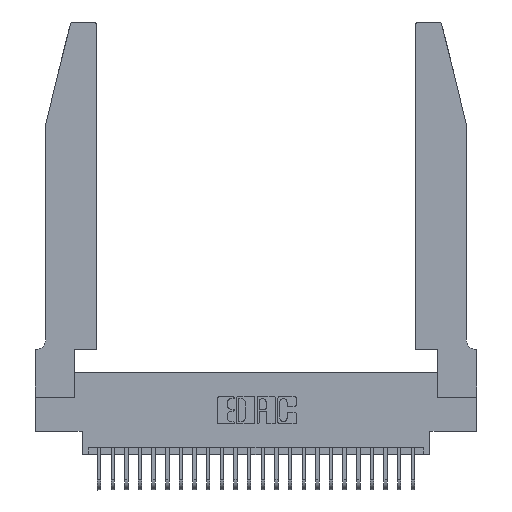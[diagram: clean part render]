
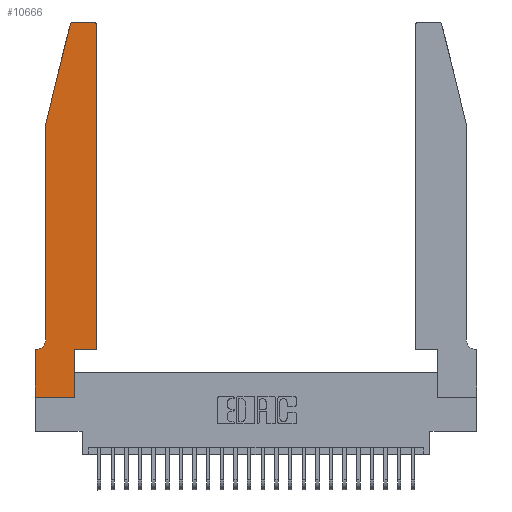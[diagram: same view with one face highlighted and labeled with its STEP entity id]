
A CAD part, top view. The second image highlights one B-rep face of the part: STEP entity #10666.
In plain terms, the highlighted planar face has unit normal (0, 0, 1).
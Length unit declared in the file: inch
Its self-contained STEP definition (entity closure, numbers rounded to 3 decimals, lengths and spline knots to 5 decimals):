
#254 = CARTESIAN_POINT ( 'NONE',  ( 0.4505, 2.72, 0.37 ) ) ;
#681 = CARTESIAN_POINT ( 'NONE',  ( 0.2865, 0.35, 0.37 ) ) ;
#702 = ORIENTED_EDGE ( 'NONE', *, *, #1880, .T. ) ;
#716 = CARTESIAN_POINT ( 'NONE',  ( 0.0755, 2., 0.37 ) ) ;
#737 = LINE ( 'NONE', #2743, #16531 ) ;
#821 = CARTESIAN_POINT ( 'NONE',  ( 0.4205, 2.72, 0.37 ) ) ;
#1092 = EDGE_CURVE ( 'NONE', #5898, #9801, #8390, .T. ) ;
#1444 = EDGE_CURVE ( 'NONE', #9801, #1739, #21180, .T. ) ;
#1471 = VERTEX_POINT ( 'NONE', #25151 ) ;
#1704 = CARTESIAN_POINT ( 'NONE',  ( 0., 0., 0.37 ) ) ;
#1739 = VERTEX_POINT ( 'NONE', #4127 ) ;
#1856 = CARTESIAN_POINT ( 'NONE',  ( 0.4505, 0.35, 0.37 ) ) ;
#1880 = EDGE_CURVE ( 'NONE', #21246, #14557, #17829, .T. ) ;
#2379 = DIRECTION ( 'NONE',  ( -1., 0., 0. ) ) ;
#2409 = CARTESIAN_POINT ( 'NONE',  ( 0., 0.35, 0.37 ) ) ;
#2468 = CARTESIAN_POINT ( 'NONE',  ( 0.0755, 0.35, 0.37 ) ) ;
#2618 = DIRECTION ( 'NONE',  ( 0., 0., -1. ) ) ;
#2631 = DIRECTION ( 'NONE',  ( 0., 1., 0. ) ) ;
#2743 = CARTESIAN_POINT ( 'NONE',  ( 0.4505, 0.35, 0.37 ) ) ;
#2850 = DIRECTION ( 'NONE',  ( 1., 0., 0. ) ) ;
#3087 = CARTESIAN_POINT ( 'NONE',  ( 0.4505, 0.35, 0.37 ) ) ;
#3113 = VERTEX_POINT ( 'NONE', #1856 ) ;
#3215 = VERTEX_POINT ( 'NONE', #254 ) ;
#3242 = CARTESIAN_POINT ( 'NONE',  ( 0., 0.35, 0.37 ) ) ;
#3427 = EDGE_LOOP ( 'NONE', ( #4765, #17918, #8862, #5903, #15267, #702, #18405, #14087, #22062, #15128, #5283, #18916 ) ) ;
#4127 = CARTESIAN_POINT ( 'NONE',  ( 0.0755, 0.42, 0.37 ) ) ;
#4173 = EDGE_CURVE ( 'NONE', #7843, #8838, #4478, .T. ) ;
#4447 = PLANE ( 'NONE',  #23191 ) ;
#4478 = LINE ( 'NONE', #1704, #24064 ) ;
#4765 = ORIENTED_EDGE ( 'NONE', *, *, #14684, .T. ) ;
#5112 = DIRECTION ( 'NONE',  ( 0., 1., 0. ) ) ;
#5283 = ORIENTED_EDGE ( 'NONE', *, *, #18196, .T. ) ;
#5898 = VERTEX_POINT ( 'NONE', #22070 ) ;
#5903 = ORIENTED_EDGE ( 'NONE', *, *, #1444, .T. ) ;
#6628 = FACE_OUTER_BOUND ( 'NONE', #3427, .T. ) ;
#6817 = LINE ( 'NONE', #17271, #15360 ) ;
#6973 = VECTOR ( 'NONE', #5112, 39.37008 ) ;
#7230 = AXIS2_PLACEMENT_3D ( 'NONE', #14460, #2618, #16423 ) ;
#7312 = CIRCLE ( 'NONE', #21918, 0.03 ) ;
#7391 = CARTESIAN_POINT ( 'NONE',  ( 0.0755, 2., 0.37 ) ) ;
#7843 = VERTEX_POINT ( 'NONE', #18880 ) ;
#8390 = LINE ( 'NONE', #716, #12987 ) ;
#8838 = VERTEX_POINT ( 'NONE', #19587 ) ;
#8862 = ORIENTED_EDGE ( 'NONE', *, *, #1092, .T. ) ;
#9492 = LINE ( 'NONE', #681, #19271 ) ;
#9801 = VERTEX_POINT ( 'NONE', #7391 ) ;
#10186 = DIRECTION ( 'NONE',  ( 0., 0., 1. ) ) ;
#10203 = VECTOR ( 'NONE', #24701, 39.37008 ) ;
#10426 = DIRECTION ( 'NONE',  ( 0., 0., 1. ) ) ;
#10666 = ADVANCED_FACE ( 'NONE', ( #6628 ), #4447, .T. ) ;
#11639 = VERTEX_POINT ( 'NONE', #17235 ) ;
#12447 = CIRCLE ( 'NONE', #7230, 0.07 ) ;
#12624 = EDGE_CURVE ( 'NONE', #1739, #21246, #12447, .T. ) ;
#12987 = VECTOR ( 'NONE', #14370, 39.37008 ) ;
#13464 = DIRECTION ( 'NONE',  ( 0., -1., 0. ) ) ;
#13482 = CIRCLE ( 'NONE', #20309, 0.03 ) ;
#14087 = ORIENTED_EDGE ( 'NONE', *, *, #4173, .T. ) ;
#14370 = DIRECTION ( 'NONE',  ( -0.239, -0.971, 0. ) ) ;
#14460 = CARTESIAN_POINT ( 'NONE',  ( 0.0055, 0.42, 0.37 ) ) ;
#14557 = VERTEX_POINT ( 'NONE', #3242 ) ;
#14584 = DIRECTION ( 'NONE',  ( 1., 0., 0. ) ) ;
#14684 = EDGE_CURVE ( 'NONE', #17689, #1471, #6817, .T. ) ;
#14685 = DIRECTION ( 'NONE',  ( 0., 0., 1. ) ) ;
#15128 = ORIENTED_EDGE ( 'NONE', *, *, #24433, .T. ) ;
#15267 = ORIENTED_EDGE ( 'NONE', *, *, #12624, .T. ) ;
#15360 = VECTOR ( 'NONE', #25140, 39.37008 ) ;
#16423 = DIRECTION ( 'NONE',  ( -1., 0., 0. ) ) ;
#16531 = VECTOR ( 'NONE', #14584, 39.37008 ) ;
#16821 = EDGE_CURVE ( 'NONE', #1471, #5898, #13482, .T. ) ;
#17235 = CARTESIAN_POINT ( 'NONE',  ( 0.2865, 0.35, 0.37 ) ) ;
#17271 = CARTESIAN_POINT ( 'NONE',  ( 0.2605, 2.75, 0.37 ) ) ;
#17547 = EDGE_CURVE ( 'NONE', #3215, #17689, #7312, .T. ) ;
#17689 = VERTEX_POINT ( 'NONE', #24861 ) ;
#17829 = LINE ( 'NONE', #2468, #22341 ) ;
#17918 = ORIENTED_EDGE ( 'NONE', *, *, #16821, .T. ) ;
#18196 = EDGE_CURVE ( 'NONE', #3113, #3215, #22510, .T. ) ;
#18405 = ORIENTED_EDGE ( 'NONE', *, *, #22345, .T. ) ;
#18880 = CARTESIAN_POINT ( 'NONE',  ( 0., 0., 0.37 ) ) ;
#18916 = ORIENTED_EDGE ( 'NONE', *, *, #17547, .T. ) ;
#19271 = VECTOR ( 'NONE', #2631, 39.37008 ) ;
#19587 = CARTESIAN_POINT ( 'NONE',  ( 0.2865, 0., 0.37 ) ) ;
#19640 = LINE ( 'NONE', #21195, #24740 ) ;
#20309 = AXIS2_PLACEMENT_3D ( 'NONE', #21839, #10186, #23798 ) ;
#21086 = DIRECTION ( 'NONE',  ( 1., 0., 0. ) ) ;
#21180 = LINE ( 'NONE', #24573, #10203 ) ;
#21195 = CARTESIAN_POINT ( 'NONE',  ( 0., 0., 0.37 ) ) ;
#21246 = VERTEX_POINT ( 'NONE', #21488 ) ;
#21488 = CARTESIAN_POINT ( 'NONE',  ( 0.0055, 0.35, 0.37 ) ) ;
#21839 = CARTESIAN_POINT ( 'NONE',  ( 0.284, 2.72, 0.37 ) ) ;
#21918 = AXIS2_PLACEMENT_3D ( 'NONE', #821, #14685, #2850 ) ;
#22062 = ORIENTED_EDGE ( 'NONE', *, *, #24942, .T. ) ;
#22070 = CARTESIAN_POINT ( 'NONE',  ( 0.25487, 2.72718, 0.37 ) ) ;
#22341 = VECTOR ( 'NONE', #2379, 39.37008 ) ;
#22345 = EDGE_CURVE ( 'NONE', #14557, #7843, #19640, .T. ) ;
#22510 = LINE ( 'NONE', #3087, #6973 ) ;
#23191 = AXIS2_PLACEMENT_3D ( 'NONE', #2409, #10426, #24037 ) ;
#23798 = DIRECTION ( 'NONE',  ( 1., 0., 0. ) ) ;
#24037 = DIRECTION ( 'NONE',  ( 1., 0., 0. ) ) ;
#24064 = VECTOR ( 'NONE', #21086, 39.37008 ) ;
#24433 = EDGE_CURVE ( 'NONE', #11639, #3113, #737, .T. ) ;
#24573 = CARTESIAN_POINT ( 'NONE',  ( 0.0755, 2., 0.37 ) ) ;
#24701 = DIRECTION ( 'NONE',  ( 0., -1., 0. ) ) ;
#24740 = VECTOR ( 'NONE', #13464, 39.37008 ) ;
#24861 = CARTESIAN_POINT ( 'NONE',  ( 0.4205, 2.75, 0.37 ) ) ;
#24942 = EDGE_CURVE ( 'NONE', #8838, #11639, #9492, .T. ) ;
#25140 = DIRECTION ( 'NONE',  ( -1., 0., 0. ) ) ;
#25151 = CARTESIAN_POINT ( 'NONE',  ( 0.284, 2.75, 0.37 ) ) ;
